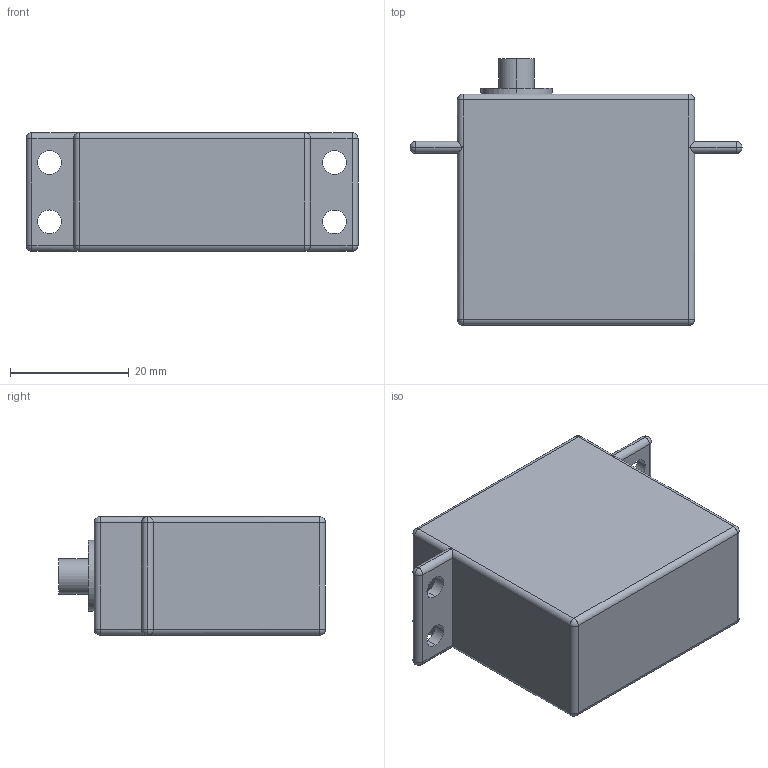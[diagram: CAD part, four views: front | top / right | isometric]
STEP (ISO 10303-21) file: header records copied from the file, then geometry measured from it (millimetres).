
FILE_DESCRIPTION (( 'STEP AP203' ), '1' );
FILE_NAME ('蕉彸.STEP', '2025-09-04T16:52:40', ( '' ), ( '' ), 'SwSTEP 2.0', 'SolidWorks 2024', '' );
FILE_SCHEMA (( 'CONFIG_CONTROL_DESIGN' ));
Length unit declared in the file: millimetre
Products named in the file (1): 考试
Bounding box: 56 x 45 x 20.02 mm (x, y, z)
Volume: 31830.1 mm3; surface area: 7005.6 mm2
Topology: 1 solids, 1 shells, 155 faces, 421 edges, 253 vertices
Faces by surface type: cylinder 114, plane 18, sphere 16, cone 4, bspline 3
Entity records: 9004 total; most frequent: CARTESIAN_POINT 5531, ORIENTED_EDGE 806, DIRECTION 640, EDGE_CURVE 403, VERTEX_POINT 253, AXIS2_PLACEMENT_3D 242, EDGE_LOOP 166, LINE 156
